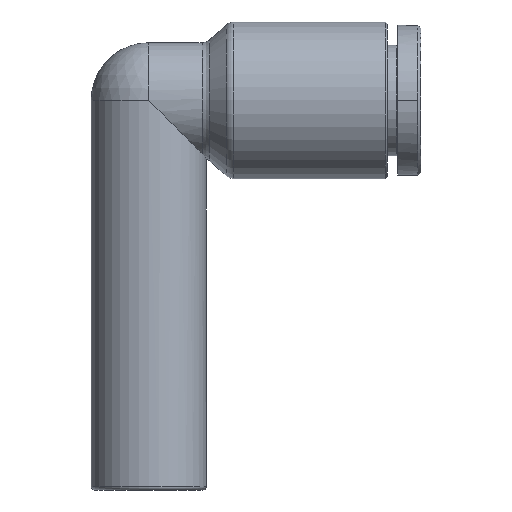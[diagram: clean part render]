
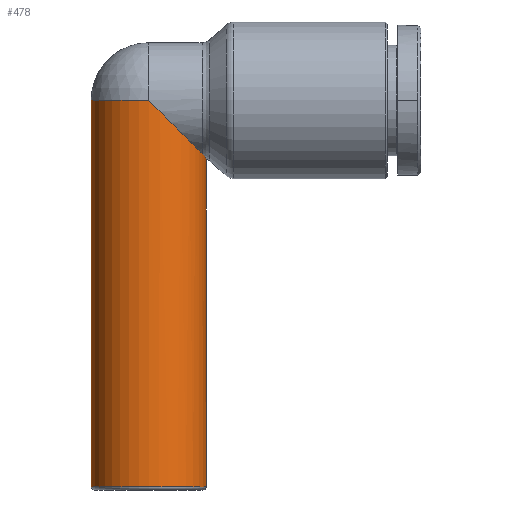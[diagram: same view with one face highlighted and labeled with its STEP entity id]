
A CAD part, front view. The second image highlights one B-rep face of the part: STEP entity #478.
In plain terms, the highlighted cylindrical face has radius 5 mm (diameter 10 mm), a partial arc.
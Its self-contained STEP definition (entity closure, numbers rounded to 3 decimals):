
#143=CARTESIAN_POINT('',(-12.472,0.,0.));
#144=VERTEX_POINT('',#143);
#304=CARTESIAN_POINT('',(-7.472,-5.0,0.));
#305=VERTEX_POINT('',#304);
#313=CARTESIAN_POINT('',(-2.856,-1.921,-4.616));
#314=VERTEX_POINT('',#313);
#315=CARTESIAN_POINT('',(-7.472,0.,0.));
#316=DIRECTION('',(0.707,0.,0.707));
#317=DIRECTION('',(-0.707,0.,0.707));
#318=AXIS2_PLACEMENT_3D('',#315,#316,#317);
#319=ELLIPSE('',#318,7.071,5.);
#320=EDGE_CURVE('',#305,#314,#319,.T.);
#411=CARTESIAN_POINT('',(-2.472,0.,-5.077));
#412=VERTEX_POINT('',#411);
#413=CARTESIAN_POINT('',(-2.472,0.,-5.077));
#414=CARTESIAN_POINT('',(-2.472,-0.035,-5.077));
#415=CARTESIAN_POINT('',(-2.473,-0.071,-5.076));
#416=CARTESIAN_POINT('',(-2.475,-0.182,-5.073));
#417=CARTESIAN_POINT('',(-2.478,-0.258,-5.068));
#418=CARTESIAN_POINT('',(-2.494,-0.487,-5.047));
#419=CARTESIAN_POINT('',(-2.511,-0.637,-5.023));
#420=CARTESIAN_POINT('',(-2.566,-0.985,-4.949));
#421=CARTESIAN_POINT('',(-2.609,-1.179,-4.893));
#422=CARTESIAN_POINT('',(-2.717,-1.557,-4.764));
#423=CARTESIAN_POINT('',(-2.782,-1.742,-4.691));
#424=CARTESIAN_POINT('',(-2.856,-1.921,-4.616));
#425=B_SPLINE_CURVE_WITH_KNOTS('',3,(#413,#414,#415,#416,#417,#418,#419,#420,#421,#422,#423,#424),.UNSPECIFIED.,.F.,.U.,(4,2,2,2,2,4),(1.878,1.973,2.176,2.587,3.137,3.694),.UNSPECIFIED.);
#426=EDGE_CURVE('',#412,#314,#425,.T.);
#439=CARTESIAN_POINT('',(-7.472,0.,-3.4));
#440=DIRECTION('',(0.0,0.,1.0));
#441=DIRECTION('',(-1.0,0.0,0.0));
#442=AXIS2_PLACEMENT_3D('',#439,#440,#441);
#443=CYLINDRICAL_SURFACE('',#442,5.0);
#444=CARTESIAN_POINT('',(-12.472,0.,-33.5));
#445=VERTEX_POINT('',#444);
#446=CARTESIAN_POINT('',(-12.472,0.,-33.5));
#447=DIRECTION('',(0.0,0.0,1.0));
#448=VECTOR('',#447,33.5);
#449=LINE('',#446,#448);
#450=EDGE_CURVE('',#445,#144,#449,.T.);
#451=ORIENTED_EDGE('',*,*,#450,.F.);
#452=CARTESIAN_POINT('',(-2.472,0.,-33.5));
#453=VERTEX_POINT('',#452);
#454=CARTESIAN_POINT('',(-7.472,0.,-33.5));
#455=DIRECTION('',(0.0,0.0,-1.0));
#456=DIRECTION('',(1.0,0.0,0.0));
#457=AXIS2_PLACEMENT_3D('',#454,#455,#456);
#458=CIRCLE('',#457,5.0);
#459=EDGE_CURVE('',#453,#445,#458,.T.);
#460=ORIENTED_EDGE('',*,*,#459,.F.);
#461=CARTESIAN_POINT('',(-2.472,0.,-5.077));
#462=DIRECTION('',(0.0,0.0,-1.0));
#463=VECTOR('',#462,28.423);
#464=LINE('',#461,#463);
#465=EDGE_CURVE('',#412,#453,#464,.T.);
#466=ORIENTED_EDGE('',*,*,#465,.F.);
#467=ORIENTED_EDGE('',*,*,#426,.T.);
#468=ORIENTED_EDGE('',*,*,#320,.F.);
#469=CARTESIAN_POINT('',(-7.472,0.,0.));
#470=DIRECTION('',(0.0,0.0,1.0));
#471=DIRECTION('',(-1.0,0.0,0.0));
#472=AXIS2_PLACEMENT_3D('',#469,#470,#471);
#473=CIRCLE('',#472,5.0);
#474=EDGE_CURVE('',#144,#305,#473,.T.);
#475=ORIENTED_EDGE('',*,*,#474,.F.);
#476=EDGE_LOOP('',(#451,#460,#466,#467,#468,#475));
#477=FACE_OUTER_BOUND('',#476,.T.);
#478=ADVANCED_FACE('',(#477),#443,.T.);
